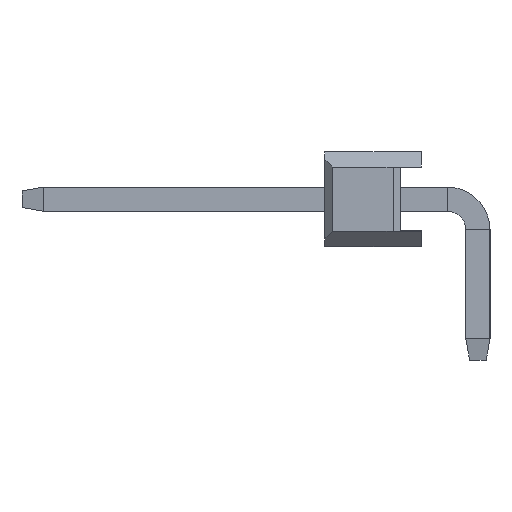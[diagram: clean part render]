
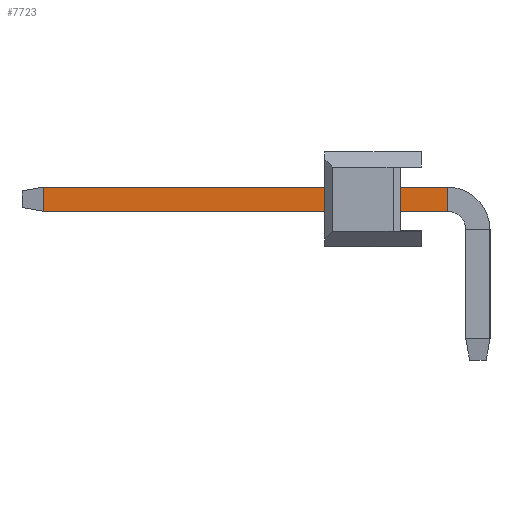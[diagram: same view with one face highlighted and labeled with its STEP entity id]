
A CAD part, left-side view. The second image highlights one B-rep face of the part: STEP entity #7723.
In plain terms, the highlighted planar face has unit normal (-1, 0, 0).
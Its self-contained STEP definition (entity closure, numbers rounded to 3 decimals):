
#853 = VERTEX_POINT ( 'NONE', #27171 ) ;
#1153 = ORIENTED_EDGE ( 'NONE', *, *, #5489, .T. ) ;
#2066 = AXIS2_PLACEMENT_3D ( 'NONE', #28887, #8182, #17429 ) ;
#2144 = LINE ( 'NONE', #11369, #7423 ) ;
#2151 = EDGE_CURVE ( 'NONE', #26903, #16788, #9318, .T. ) ;
#2337 = VECTOR ( 'NONE', #25906, 1000. ) ;
#5489 = EDGE_CURVE ( 'NONE', #16788, #19448, #29600, .T. ) ;
#5680 = CARTESIAN_POINT ( 'NONE',  ( -53.66, 9.973, -0.32 ) ) ;
#7423 = VECTOR ( 'NONE', #20623, 1000. ) ;
#7451 = LINE ( 'NONE', #16681, #2337 ) ;
#7723 = ADVANCED_FACE ( 'NONE', ( #10459 ), #19701, .F. ) ;
#8152 = EDGE_LOOP ( 'NONE', ( #12942, #9281, #1153, #24940 ) ) ;
#8182 = DIRECTION ( 'NONE',  ( 1., 0., 0. ) ) ;
#8911 = CARTESIAN_POINT ( 'NONE',  ( -53.66, 10.54, -0.32 ) ) ;
#9281 = ORIENTED_EDGE ( 'NONE', *, *, #2151, .T. ) ;
#9318 = LINE ( 'NONE', #18556, #13790 ) ;
#9528 = EDGE_CURVE ( 'NONE', #26903, #853, #2144, .T. ) ;
#10459 = FACE_OUTER_BOUND ( 'NONE', #8152, .T. ) ;
#10465 = CARTESIAN_POINT ( 'NONE',  ( -53.66, 9.973, 0.32 ) ) ;
#11369 = CARTESIAN_POINT ( 'NONE',  ( -53.66, 10.54, 0.32 ) ) ;
#12942 = ORIENTED_EDGE ( 'NONE', *, *, #9528, .F. ) ;
#13790 = VECTOR ( 'NONE', #27765, 1000. ) ;
#16621 = CARTESIAN_POINT ( 'NONE',  ( -53.66, -0.7, -0.32 ) ) ;
#16681 = CARTESIAN_POINT ( 'NONE',  ( -53.66, -0.7, 0.32 ) ) ;
#16788 = VERTEX_POINT ( 'NONE', #5680 ) ;
#17429 = DIRECTION ( 'NONE',  ( 0., 0., -1. ) ) ;
#18143 = DIRECTION ( 'NONE',  ( 0., -1., 0. ) ) ;
#18556 = CARTESIAN_POINT ( 'NONE',  ( -53.66, 9.973, -0.32 ) ) ;
#19448 = VERTEX_POINT ( 'NONE', #16621 ) ;
#19701 = PLANE ( 'NONE',  #2066 ) ;
#20623 = DIRECTION ( 'NONE',  ( 0., -1., 0. ) ) ;
#21068 = VECTOR ( 'NONE', #18143, 1000. ) ;
#24696 = EDGE_CURVE ( 'NONE', #19448, #853, #7451, .T. ) ;
#24940 = ORIENTED_EDGE ( 'NONE', *, *, #24696, .T. ) ;
#25906 = DIRECTION ( 'NONE',  ( 0., 0., 1. ) ) ;
#26903 = VERTEX_POINT ( 'NONE', #10465 ) ;
#27171 = CARTESIAN_POINT ( 'NONE',  ( -53.66, -0.7, 0.32 ) ) ;
#27765 = DIRECTION ( 'NONE',  ( 0., 0., -1. ) ) ;
#28887 = CARTESIAN_POINT ( 'NONE',  ( -53.66, 10.54, 0.32 ) ) ;
#29600 = LINE ( 'NONE', #8911, #21068 ) ;
